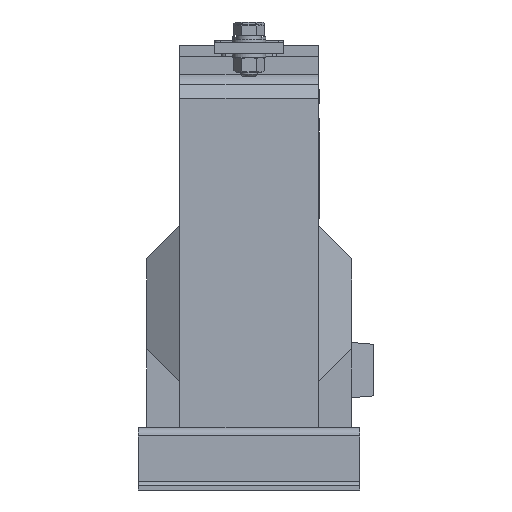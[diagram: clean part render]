
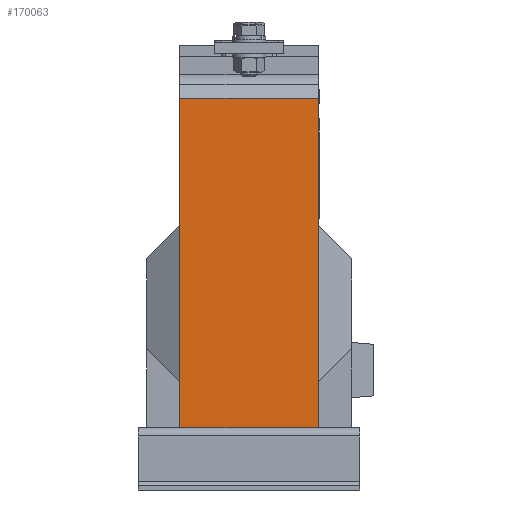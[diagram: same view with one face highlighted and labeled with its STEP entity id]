
A CAD part, left-side view. The second image highlights one B-rep face of the part: STEP entity #170063.
In plain terms, the highlighted planar face has unit normal (-1, 0, 0).
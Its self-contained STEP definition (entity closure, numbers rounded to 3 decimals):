
#1729 = ORIENTED_EDGE ( 'NONE', *, *, #169662, .T. ) ;
#2839 = EDGE_CURVE ( 'NONE', #105606, #126253, #50781, .T. ) ;
#30214 = VECTOR ( 'NONE', #76965, 1000. ) ;
#32600 = CARTESIAN_POINT ( 'NONE',  ( -104.7, -50., 0. ) ) ;
#34011 = CARTESIAN_POINT ( 'NONE',  ( -104.7, 50., 0. ) ) ;
#42716 = DIRECTION ( 'NONE',  ( 1., 0., 0. ) ) ;
#43225 = CARTESIAN_POINT ( 'NONE',  ( -104.7, -50., 238. ) ) ;
#50781 = LINE ( 'NONE', #71248, #130399 ) ;
#50949 = AXIS2_PLACEMENT_3D ( 'NONE', #117366, #42716, #147364 ) ;
#61878 = CARTESIAN_POINT ( 'NONE',  ( -104.7, -50., 276. ) ) ;
#67364 = FACE_OUTER_BOUND ( 'NONE', #87009, .T. ) ;
#71248 = CARTESIAN_POINT ( 'NONE',  ( -104.7, 74., 238. ) ) ;
#76965 = DIRECTION ( 'NONE',  ( 0., 0., 1. ) ) ;
#87009 = EDGE_LOOP ( 'NONE', ( #1729, #144327, #125324, #87524 ) ) ;
#87524 = ORIENTED_EDGE ( 'NONE', *, *, #93942, .T. ) ;
#88216 = VECTOR ( 'NONE', #114833, 1000. ) ;
#93942 = EDGE_CURVE ( 'NONE', #130898, #188450, #123284, .T. ) ;
#101962 = VECTOR ( 'NONE', #133498, 1000. ) ;
#102320 = PLANE ( 'NONE',  #50949 ) ;
#105606 = VERTEX_POINT ( 'NONE', #172297 ) ;
#106720 = LINE ( 'NONE', #132215, #101962 ) ;
#114833 = DIRECTION ( 'NONE',  ( 0., -1., 0. ) ) ;
#117366 = CARTESIAN_POINT ( 'NONE',  ( -104.7, 74., 276. ) ) ;
#123284 = LINE ( 'NONE', #159761, #88216 ) ;
#125324 = ORIENTED_EDGE ( 'NONE', *, *, #137691, .T. ) ;
#126253 = VERTEX_POINT ( 'NONE', #43225 ) ;
#130399 = VECTOR ( 'NONE', #175623, 1000. ) ;
#130898 = VERTEX_POINT ( 'NONE', #34011 ) ;
#132215 = CARTESIAN_POINT ( 'NONE',  ( -104.7, 50., 276. ) ) ;
#133498 = DIRECTION ( 'NONE',  ( 0., 0., -1. ) ) ;
#137691 = EDGE_CURVE ( 'NONE', #105606, #130898, #106720, .T. ) ;
#144327 = ORIENTED_EDGE ( 'NONE', *, *, #2839, .F. ) ;
#144803 = LINE ( 'NONE', #61878, #30214 ) ;
#147364 = DIRECTION ( 'NONE',  ( 0., 1., 0. ) ) ;
#159761 = CARTESIAN_POINT ( 'NONE',  ( -104.7, 74., 0. ) ) ;
#169662 = EDGE_CURVE ( 'NONE', #188450, #126253, #144803, .T. ) ;
#170063 = ADVANCED_FACE ( 'NONE', ( #67364 ), #102320, .F. ) ;
#172297 = CARTESIAN_POINT ( 'NONE',  ( -104.7, 50., 238. ) ) ;
#175623 = DIRECTION ( 'NONE',  ( 0., -1., 0. ) ) ;
#188450 = VERTEX_POINT ( 'NONE', #32600 ) ;
